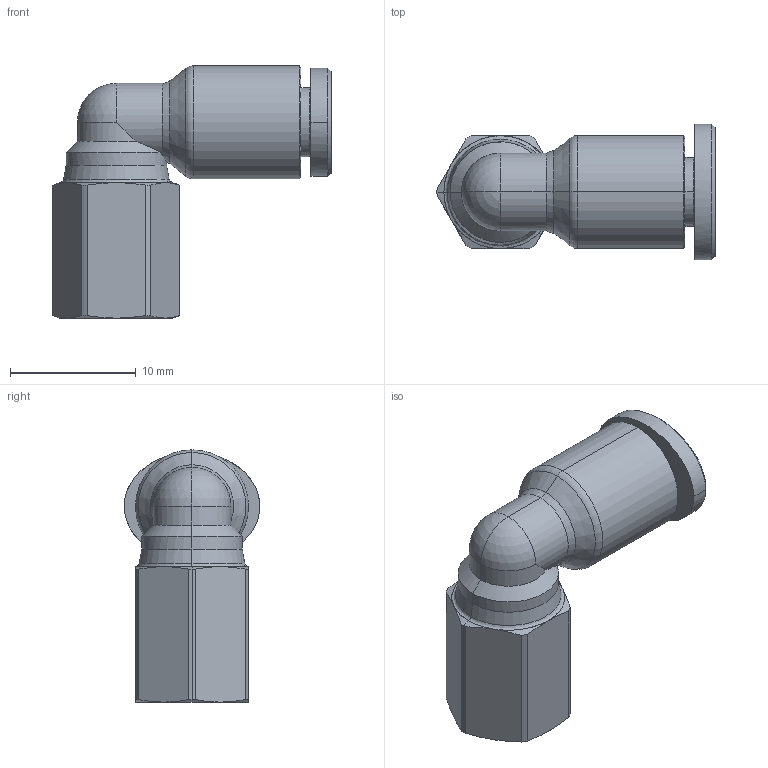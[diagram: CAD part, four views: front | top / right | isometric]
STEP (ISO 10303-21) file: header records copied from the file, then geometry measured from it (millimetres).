
FILE_DESCRIPTION((''),'2;1');
FILE_NAME('GPLF 04M6(3D).stp','2012-12-21T10:09:06',(''),(''),'Mechanical Desktop.R8.0.24.0','Mechanical Desktop.R8.0.24.0',', , ');
FILE_SCHEMA(('CONFIG_CONTROL_DESIGN'));
Length unit declared in the file: millimetre
Products named in the file (2): GPLF 04M6(3D); 睡ヶ1
Assembly tree (1 placements, depth 2):
  GPLF 04M6(3D)
    睡ヶ1
Bounding box: 22.15 x 10.8 x 20.1 mm (x, y, z)
Volume: 1534.2 mm3; surface area: 1400.7 mm2
Topology: 1 solids, 1 shells, 447 faces, 1232 edges, 803 vertices
Faces by surface type: plane 350, bspline 33, cylinder 30, cone 30, torus 2, sphere 2
Entity records: 14980 total; most frequent: CARTESIAN_POINT 3592, ORIENTED_EDGE 2460, DIRECTION 2183, EDGE_CURVE 1230, VECTOR 1027, LINE 1027, VERTEX_POINT 803, AXIS2_PLACEMENT_3D 578
